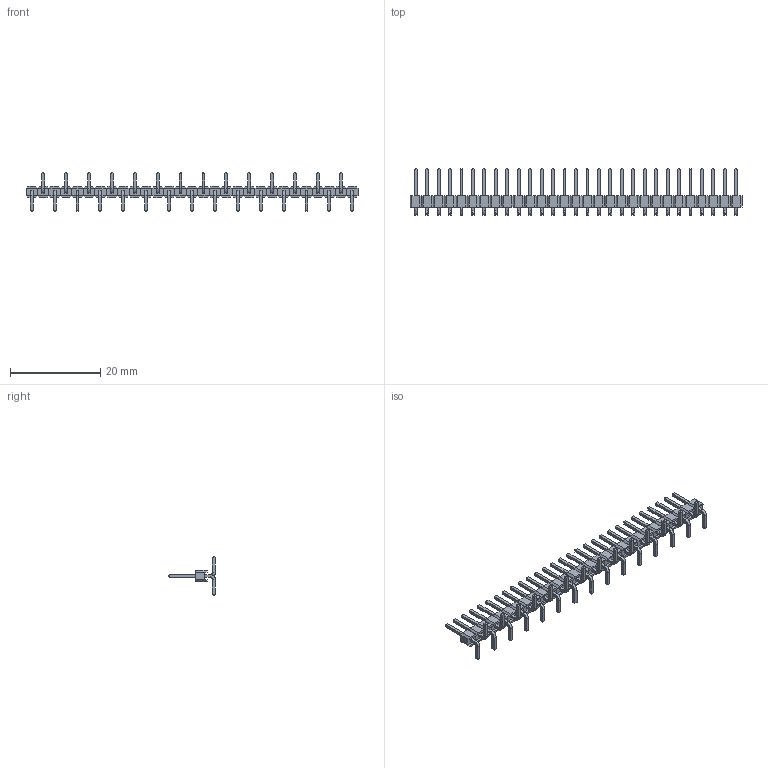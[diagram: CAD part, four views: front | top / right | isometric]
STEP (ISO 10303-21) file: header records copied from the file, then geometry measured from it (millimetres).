
FILE_DESCRIPTION (( 'STEP AP214' ), '1' );
FILE_NAME ('PLS-29SMD.STEP', '2019-07-03T10:32:31', ( '' ), ( '' ), 'SwSTEP 2.0', 'SolidWorks 2018', '' );
FILE_SCHEMA (( 'AUTOMOTIVE_DESIGN' ));
Length unit declared in the file: millimetre
Products named in the file (2): PLS_SMD; PLS-29SMD
Assembly tree (29 placements, depth 2):
  PLS-29SMD
    PLS_SMD  x29
Bounding box: 73.66 x 10.36 x 8.54 mm (x, y, z)
Volume: 522.2 mm3; surface area: 1927.2 mm2
Topology: 29 solids, 29 shells, 1160 faces, 2552 edges, 1508 vertices
Faces by surface type: plane 1102, cylinder 58
Entity records: 1786 total; most frequent: DIRECTION 236, CARTESIAN_POINT 212, ORIENTED_EDGE 176, EDGE_CURVE 88, VECTOR 84, LINE 84, AXIS2_PLACEMENT_3D 76, VERTEX_POINT 52
